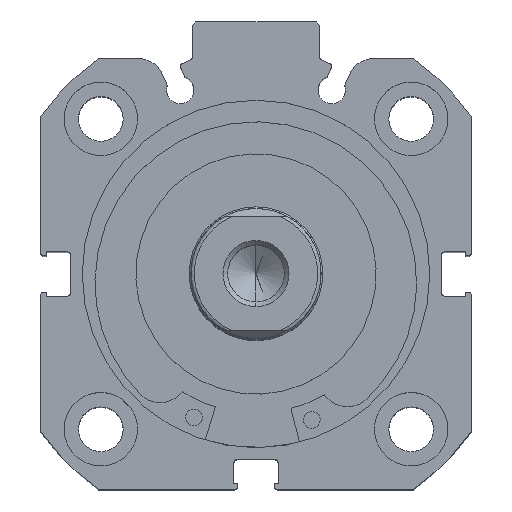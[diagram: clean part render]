
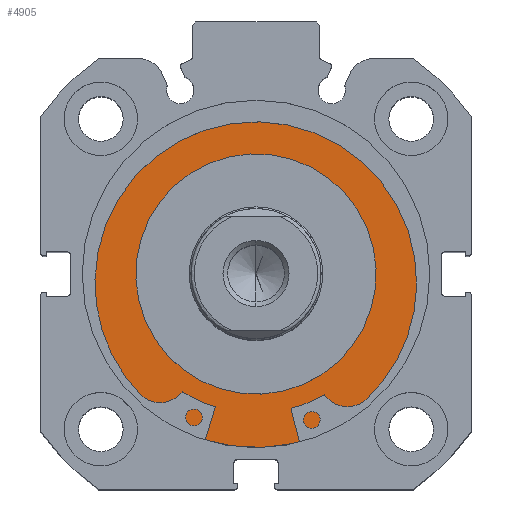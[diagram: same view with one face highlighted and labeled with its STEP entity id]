
A CAD part, top view. The second image highlights one B-rep face of the part: STEP entity #4905.
In plain terms, the highlighted face is planar.
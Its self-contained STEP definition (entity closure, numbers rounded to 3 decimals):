
#523 = EDGE_CURVE ( 'NONE', #4805, #4814, #2469, .T. ) ;
#712 = AXIS2_PLACEMENT_3D ( 'NONE', #2056, #2058, #2059 ) ;
#912 = AXIS2_PLACEMENT_3D ( 'NONE', #3727, #3729, #3730 ) ;
#1010 = AXIS2_PLACEMENT_3D ( 'NONE', #4367, #4376, #4377 ) ;
#1033 = AXIS2_PLACEMENT_3D ( 'NONE', #4480, #4488, #4489 ) ;
#1035 = AXIS2_PLACEMENT_3D ( 'NONE', #4499, #4501, #4502 ) ;
#2056 = CARTESIAN_POINT ( 'NONE',  ( 3.5, 0., 0. ) ) ;
#2058 = DIRECTION ( 'NONE',  ( -1., 0., 0. ) ) ;
#2059 = DIRECTION ( 'NONE',  ( 0., 0., 1. ) ) ;
#2469 = CIRCLE ( 'NONE', #712, 18. ) ;
#2838 = FACE_BOUND ( 'NONE', #5415, .T. ) ;
#2843 = FACE_OUTER_BOUND ( 'NONE', #5256, .T. ) ;
#3048 = CIRCLE ( 'NONE', #1010, 18. ) ;
#3113 = CIRCLE ( 'NONE', #1033, 26. ) ;
#3117 = CIRCLE ( 'NONE', #1035, 26. ) ;
#3431 = CARTESIAN_POINT ( 'NONE',  ( 3.5, 0., 26. ) ) ;
#3439 = CARTESIAN_POINT ( 'NONE',  ( 3.5, 0., -26. ) ) ;
#3467 = CARTESIAN_POINT ( 'NONE',  ( 3.5, 0., 18. ) ) ;
#3485 = CARTESIAN_POINT ( 'NONE',  ( 3.5, 0., -18. ) ) ;
#3727 = CARTESIAN_POINT ( 'NONE',  ( 3.5, 26., 0. ) ) ;
#3728 = PLANE ( 'NONE',  #912 ) ;
#3729 = DIRECTION ( 'NONE',  ( 1., 0., 0. ) ) ;
#3730 = DIRECTION ( 'NONE',  ( 0., 0., -1. ) ) ;
#4367 = CARTESIAN_POINT ( 'NONE',  ( 3.5, 0., 0. ) ) ;
#4376 = DIRECTION ( 'NONE',  ( -1., 0., 0. ) ) ;
#4377 = DIRECTION ( 'NONE',  ( 0., 0., 1. ) ) ;
#4480 = CARTESIAN_POINT ( 'NONE',  ( 3.5, 0., 0. ) ) ;
#4488 = DIRECTION ( 'NONE',  ( -1., 0., 0. ) ) ;
#4489 = DIRECTION ( 'NONE',  ( 0., 0., 1. ) ) ;
#4499 = CARTESIAN_POINT ( 'NONE',  ( 3.5, 0., 0. ) ) ;
#4501 = DIRECTION ( 'NONE',  ( -1., 0., 0. ) ) ;
#4502 = DIRECTION ( 'NONE',  ( 0., 0., 1. ) ) ;
#4790 = VERTEX_POINT ( 'NONE', #3431 ) ;
#4794 = VERTEX_POINT ( 'NONE', #3439 ) ;
#4805 = VERTEX_POINT ( 'NONE', #3467 ) ;
#4814 = VERTEX_POINT ( 'NONE', #3485 ) ;
#4905 = ADVANCED_FACE ( 'NONE', ( #2838, #2843 ), #3728, .F. ) ;
#5256 = EDGE_LOOP ( 'NONE', ( #6722, #6692 ) ) ;
#5415 = EDGE_LOOP ( 'NONE', ( #6671, #6747 ) ) ;
#6671 = ORIENTED_EDGE ( 'NONE', *, *, #523, .F. ) ;
#6692 = ORIENTED_EDGE ( 'NONE', *, *, #7158, .T. ) ;
#6722 = ORIENTED_EDGE ( 'NONE', *, *, #7163, .T. ) ;
#6747 = ORIENTED_EDGE ( 'NONE', *, *, #6955, .F. ) ;
#6955 = EDGE_CURVE ( 'NONE', #4814, #4805, #3048, .T. ) ;
#7158 = EDGE_CURVE ( 'NONE', #4794, #4790, #3113, .T. ) ;
#7163 = EDGE_CURVE ( 'NONE', #4790, #4794, #3117, .T. ) ;
